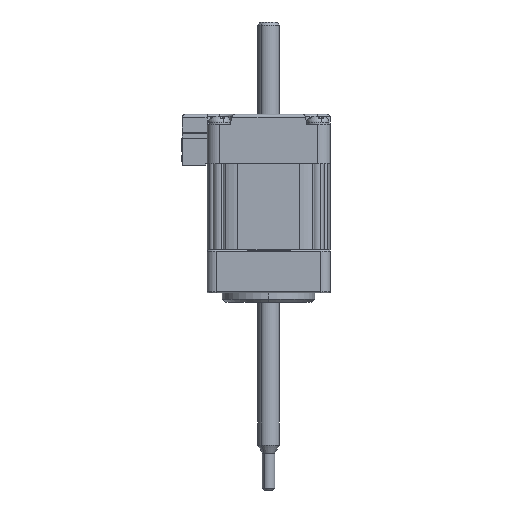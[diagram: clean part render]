
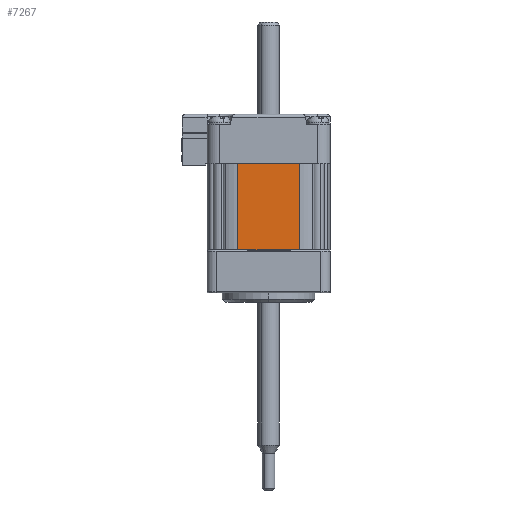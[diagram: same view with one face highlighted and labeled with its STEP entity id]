
A CAD part, left-side view. The second image highlights one B-rep face of the part: STEP entity #7267.
In plain terms, the highlighted planar face has unit normal (-1, 0, 0).
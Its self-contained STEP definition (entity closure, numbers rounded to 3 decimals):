
#289 = DIRECTION ( 'NONE',  ( -1., 0., 0. ) ) ;
#1492 = LINE ( 'NONE', #6821, #11274 ) ;
#1504 = FACE_OUTER_BOUND ( 'NONE', #9732, .T. ) ;
#1759 = CARTESIAN_POINT ( 'NONE',  ( -7.547, 1.747, -6.084 ) ) ;
#2065 = CARTESIAN_POINT ( 'NONE',  ( -7.547, 1.747, -6.084 ) ) ;
#2310 = VERTEX_POINT ( 'NONE', #7611 ) ;
#3308 = VERTEX_POINT ( 'NONE', #1759 ) ;
#3783 = ORIENTED_EDGE ( 'NONE', *, *, #7265, .T. ) ;
#3837 = DIRECTION ( 'NONE',  ( 0., 0., 1. ) ) ;
#4727 = LINE ( 'NONE', #8315, #11004 ) ;
#5025 = VERTEX_POINT ( 'NONE', #5486 ) ;
#5346 = VECTOR ( 'NONE', #9658, 1000. ) ;
#5486 = CARTESIAN_POINT ( 'NONE',  ( -7.547, 1.747, 7.916 ) ) ;
#5511 = ORIENTED_EDGE ( 'NONE', *, *, #8436, .F. ) ;
#5644 = CARTESIAN_POINT ( 'NONE',  ( -7.547, -13.253, -6.084 ) ) ;
#6299 = VERTEX_POINT ( 'NONE', #7906 ) ;
#6545 = DIRECTION ( 'NONE',  ( 0., 0., 1. ) ) ;
#6547 = LINE ( 'NONE', #2065, #8631 ) ;
#6821 = CARTESIAN_POINT ( 'NONE',  ( -7.547, -13.253, -6.084 ) ) ;
#7246 = EDGE_CURVE ( 'NONE', #5025, #3308, #6547, .T. ) ;
#7265 = EDGE_CURVE ( 'NONE', #6299, #2310, #4727, .T. ) ;
#7267 = ADVANCED_FACE ( 'NONE', ( #1504 ), #10105, .T. ) ;
#7611 = CARTESIAN_POINT ( 'NONE',  ( -7.547, -8.253, 7.916 ) ) ;
#7747 = DIRECTION ( 'NONE',  ( 0., -1., 0. ) ) ;
#7757 = EDGE_CURVE ( 'NONE', #3308, #6299, #1492, .T. ) ;
#7906 = CARTESIAN_POINT ( 'NONE',  ( -7.547, -8.253, -6.084 ) ) ;
#8315 = CARTESIAN_POINT ( 'NONE',  ( -7.547, -8.253, -6.084 ) ) ;
#8436 = EDGE_CURVE ( 'NONE', #5025, #2310, #10098, .T. ) ;
#8631 = VECTOR ( 'NONE', #9196, 1000. ) ;
#8741 = CARTESIAN_POINT ( 'NONE',  ( -7.547, -13.253, 7.916 ) ) ;
#8945 = ORIENTED_EDGE ( 'NONE', *, *, #7757, .T. ) ;
#9021 = ORIENTED_EDGE ( 'NONE', *, *, #7246, .T. ) ;
#9196 = DIRECTION ( 'NONE',  ( 0., 0., -1. ) ) ;
#9658 = DIRECTION ( 'NONE',  ( 0., -1., 0. ) ) ;
#9732 = EDGE_LOOP ( 'NONE', ( #5511, #9021, #8945, #3783 ) ) ;
#10098 = LINE ( 'NONE', #8741, #5346 ) ;
#10105 = PLANE ( 'NONE',  #10761 ) ;
#10761 = AXIS2_PLACEMENT_3D ( 'NONE', #5644, #289, #6545 ) ;
#11004 = VECTOR ( 'NONE', #3837, 1000. ) ;
#11274 = VECTOR ( 'NONE', #7747, 1000. ) ;
